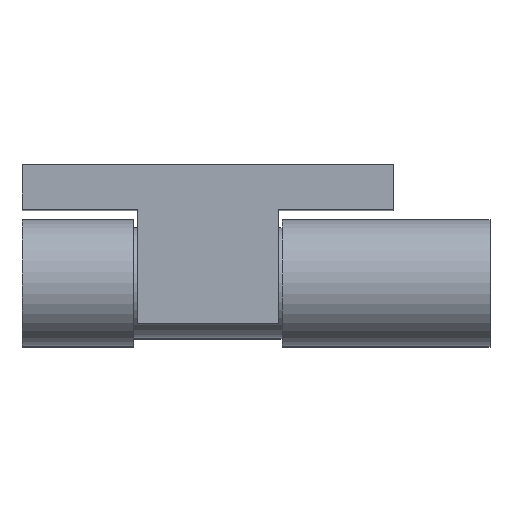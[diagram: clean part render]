
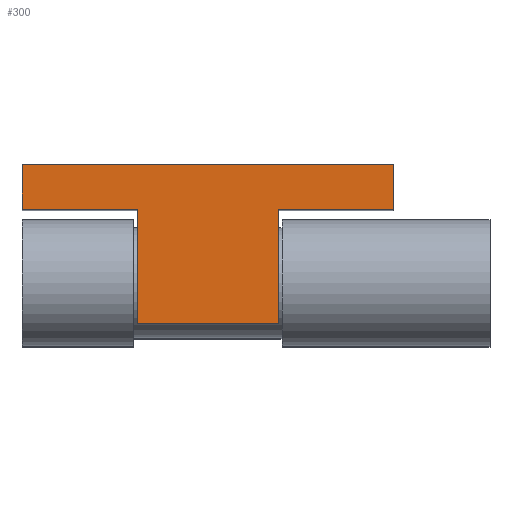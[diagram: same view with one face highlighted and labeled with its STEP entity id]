
A CAD part, top view. The second image highlights one B-rep face of the part: STEP entity #300.
In plain terms, the highlighted planar face has unit normal (0, 0, 1).
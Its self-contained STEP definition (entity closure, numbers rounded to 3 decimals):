
#300=ADVANCED_FACE('',(#745),#746,.T.);
#745=FACE_OUTER_BOUND('',#1362,.T.);
#746=PLANE('',#1363);
#1362=EDGE_LOOP('',(#2203,#2204,#2205,#2206,#2207,#2208,#2209,#2210));
#1363=AXIS2_PLACEMENT_3D('',#2211,#2212,#2213);
#2203=ORIENTED_EDGE('',*,*,#3596,.F.);
#2204=ORIENTED_EDGE('',*,*,#3616,.F.);
#2205=ORIENTED_EDGE('',*,*,#3612,.F.);
#2206=ORIENTED_EDGE('',*,*,#3608,.F.);
#2207=ORIENTED_EDGE('',*,*,#3525,.F.);
#2208=ORIENTED_EDGE('',*,*,#3547,.F.);
#2209=ORIENTED_EDGE('',*,*,#3606,.F.);
#2210=ORIENTED_EDGE('',*,*,#3601,.F.);
#2211=CARTESIAN_POINT('',(0.,0.854,6.35));
#2212=DIRECTION('',(0.0,0.0,1.0));
#2213=DIRECTION('',(1.0,0.0,0.0));
#3525=EDGE_CURVE('',#4184,#4186,#4187,.T.);
#3547=EDGE_CURVE('',#4222,#4184,#4224,.T.);
#3596=EDGE_CURVE('',#4286,#4287,#4288,.T.);
#3601=EDGE_CURVE('',#4287,#4295,#4296,.T.);
#3606=EDGE_CURVE('',#4295,#4222,#4302,.T.);
#3608=EDGE_CURVE('',#4186,#4304,#4305,.T.);
#3612=EDGE_CURVE('',#4304,#4310,#4311,.T.);
#3616=EDGE_CURVE('',#4310,#4286,#4316,.T.);
#4184=VERTEX_POINT('',#5096);
#4186=VERTEX_POINT('',#5099);
#4187=LINE('',#5100,#5101);
#4222=VERTEX_POINT('',#5151);
#4224=LINE('',#5154,#5155);
#4286=VERTEX_POINT('',#5243);
#4287=VERTEX_POINT('',#5244);
#4288=LINE('',#5245,#5246);
#4295=VERTEX_POINT('',#5256);
#4296=LINE('',#5257,#5258);
#4302=LINE('',#5267,#5268);
#4304=VERTEX_POINT('',#5270);
#4305=LINE('',#5271,#5272);
#4310=VERTEX_POINT('',#5279);
#4311=LINE('',#5280,#5281);
#4316=LINE('',#5288,#5289);
#5096=CARTESIAN_POINT('',(-0.95,-0.55,6.35));
#5099=CARTESIAN_POINT('',(-0.95,0.99,6.35));
#5100=CARTESIAN_POINT('',(-0.95,-0.55,6.35));
#5101=VECTOR('',#6153,1.0);
#5151=CARTESIAN_POINT('',(0.95,-0.55,6.35));
#5154=CARTESIAN_POINT('',(0.95,-0.55,6.35));
#5155=VECTOR('',#6182,1.0);
#5243=CARTESIAN_POINT('',(2.5,1.59,6.35));
#5244=CARTESIAN_POINT('',(2.5,0.99,6.35));
#5245=CARTESIAN_POINT('',(2.5,1.59,6.35));
#5246=VECTOR('',#6221,1.0);
#5256=CARTESIAN_POINT('',(0.95,0.99,6.35));
#5257=CARTESIAN_POINT('',(2.5,0.99,6.35));
#5258=VECTOR('',#6225,1.0);
#5267=CARTESIAN_POINT('',(0.95,0.99,6.35));
#5268=VECTOR('',#6229,1.0);
#5270=CARTESIAN_POINT('',(-2.5,0.99,6.35));
#5271=CARTESIAN_POINT('',(-0.95,0.99,6.35));
#5272=VECTOR('',#6230,1.0);
#5279=CARTESIAN_POINT('',(-2.5,1.59,6.35));
#5280=CARTESIAN_POINT('',(-2.5,0.99,6.35));
#5281=VECTOR('',#6233,1.0);
#5288=CARTESIAN_POINT('',(-2.5,1.59,6.35));
#5289=VECTOR('',#6236,1.0);
#6153=DIRECTION('',(0.,1.0,0.0));
#6182=DIRECTION('',(-1.0,0.0,0.0));
#6221=DIRECTION('',(0.0,-1.0,0.0));
#6225=DIRECTION('',(-1.0,0.0,0.0));
#6229=DIRECTION('',(0.,-1.0,0.0));
#6230=DIRECTION('',(-1.0,0.0,0.0));
#6233=DIRECTION('',(0.0,1.0,0.0));
#6236=DIRECTION('',(1.0,0.0,0.0));
